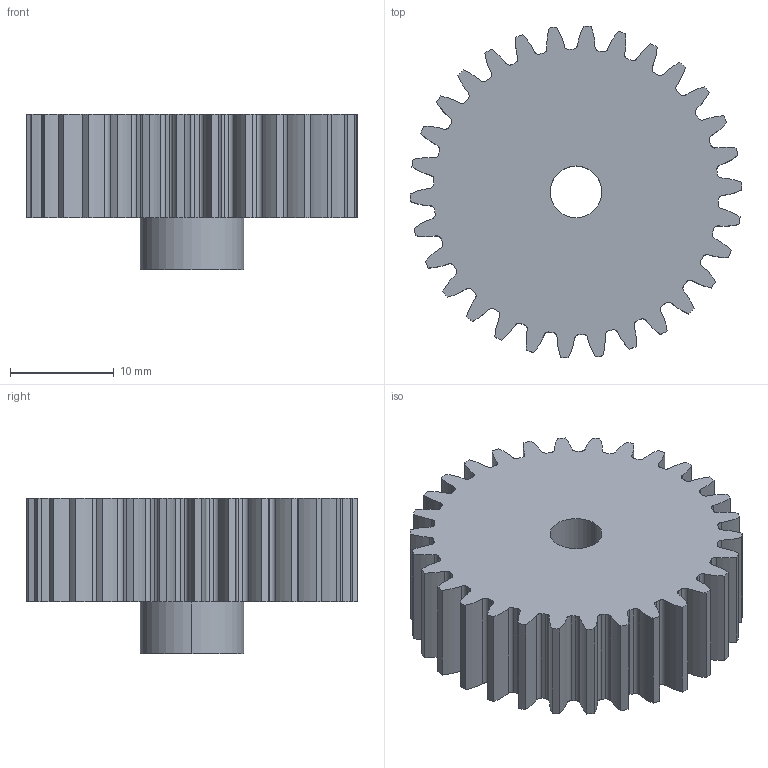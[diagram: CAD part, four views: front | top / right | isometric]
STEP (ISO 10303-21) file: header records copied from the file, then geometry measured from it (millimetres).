
FILE_DESCRIPTION (( 'STEP AP214' ), '1' );
FILE_NAME ('30t gear MOD1.step', '2019-11-11T12:23:05', ( '' ), ( '' ), 'SwSTEP 2.0', 'SolidWorks 2019', '' );
FILE_SCHEMA (( 'AUTOMOTIVE_DESIGN' ));
Length unit declared in the file: millimetre
Products named in the file (1): 30t gear MOD1
Bounding box: 32 x 31.96 x 15.01 mm (x, y, z)
Volume: 6998.5 mm3; surface area: 3621.4 mm2
Topology: 1 solids, 1 shells, 203 faces, 600 edges, 400 vertices
Faces by surface type: cylinder 200, plane 3
Entity records: 7094 total; most frequent: DIRECTION 1408, CARTESIAN_POINT 1204, ORIENTED_EDGE 1200, AXIS2_PLACEMENT_3D 604, EDGE_CURVE 600, VERTEX_POINT 400, CIRCLE 400, EDGE_LOOP 206
